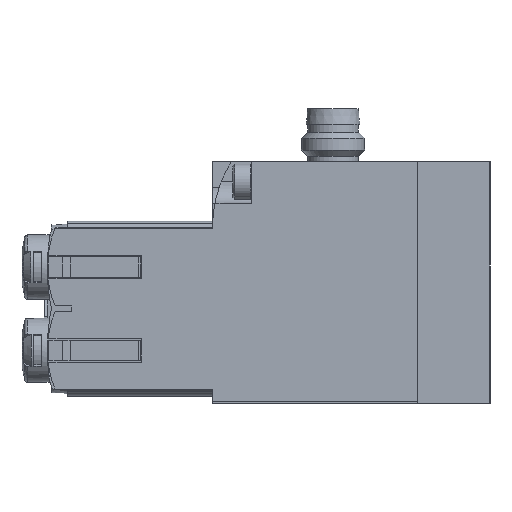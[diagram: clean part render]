
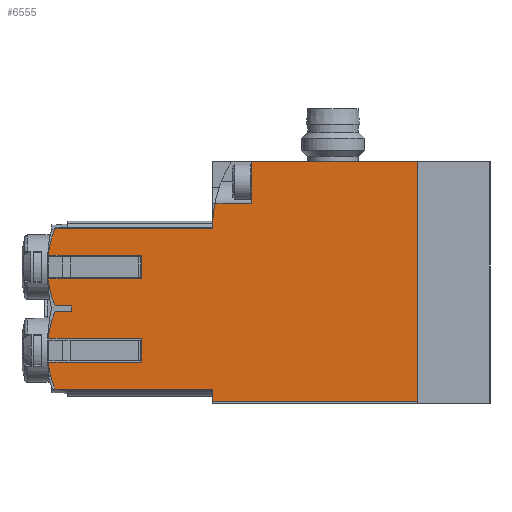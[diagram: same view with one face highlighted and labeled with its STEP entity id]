
A CAD part, left-side view. The second image highlights one B-rep face of the part: STEP entity #6555.
In plain terms, the highlighted planar face has unit normal (-1, 0, 0).
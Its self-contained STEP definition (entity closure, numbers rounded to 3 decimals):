
#157=LINE('',#10465,#657);
#169=LINE('',#10488,#669);
#170=LINE('',#10490,#670);
#171=LINE('',#10494,#671);
#172=LINE('',#10496,#672);
#173=LINE('',#10498,#673);
#174=LINE('',#10502,#674);
#175=LINE('',#10504,#675);
#176=LINE('',#10506,#676);
#177=LINE('',#10510,#677);
#178=LINE('',#10512,#678);
#179=LINE('',#10514,#679);
#180=LINE('',#10518,#680);
#181=LINE('',#10520,#681);
#182=LINE('',#10522,#682);
#183=LINE('',#10524,#683);
#184=LINE('',#10525,#684);
#657=VECTOR('',#8192,1000.);
#669=VECTOR('',#8208,1000.);
#670=VECTOR('',#8209,1000.);
#671=VECTOR('',#8212,1000.);
#672=VECTOR('',#8213,1000.);
#673=VECTOR('',#8214,1000.);
#674=VECTOR('',#8217,1000.);
#675=VECTOR('',#8218,1000.);
#676=VECTOR('',#8219,1000.);
#677=VECTOR('',#8222,1000.);
#678=VECTOR('',#8223,1000.);
#679=VECTOR('',#8224,1000.);
#680=VECTOR('',#8227,1000.);
#681=VECTOR('',#8228,1000.);
#682=VECTOR('',#8229,1000.);
#683=VECTOR('',#8230,1000.);
#684=VECTOR('',#8231,1000.);
#1124=PLANE('',#7151);
#1843=ORIENTED_EDGE('',*,*,#3416,.F.);
#1844=ORIENTED_EDGE('',*,*,#3395,.F.);
#1845=ORIENTED_EDGE('',*,*,#3417,.F.);
#1846=ORIENTED_EDGE('',*,*,#3418,.F.);
#1847=ORIENTED_EDGE('',*,*,#3419,.F.);
#1848=ORIENTED_EDGE('',*,*,#3420,.F.);
#1849=ORIENTED_EDGE('',*,*,#3421,.F.);
#1850=ORIENTED_EDGE('',*,*,#3422,.F.);
#1851=ORIENTED_EDGE('',*,*,#3423,.F.);
#1852=ORIENTED_EDGE('',*,*,#3424,.F.);
#1853=ORIENTED_EDGE('',*,*,#3425,.F.);
#1854=ORIENTED_EDGE('',*,*,#3426,.F.);
#1855=ORIENTED_EDGE('',*,*,#3427,.F.);
#1856=ORIENTED_EDGE('',*,*,#3428,.F.);
#1857=ORIENTED_EDGE('',*,*,#3429,.F.);
#1858=ORIENTED_EDGE('',*,*,#3430,.F.);
#1859=ORIENTED_EDGE('',*,*,#3431,.F.);
#1860=ORIENTED_EDGE('',*,*,#3432,.F.);
#1861=ORIENTED_EDGE('',*,*,#3433,.F.);
#1862=ORIENTED_EDGE('',*,*,#3434,.F.);
#1863=ORIENTED_EDGE('',*,*,#3404,.F.);
#1864=ORIENTED_EDGE('',*,*,#3435,.F.);
#3395=EDGE_CURVE('',#4253,#4254,#4835,.T.);
#3404=EDGE_CURVE('',#4261,#4262,#157,.T.);
#3416=EDGE_CURVE('',#4254,#4271,#169,.T.);
#3417=EDGE_CURVE('',#4272,#4253,#170,.T.);
#3418=EDGE_CURVE('',#4273,#4272,#4838,.T.);
#3419=EDGE_CURVE('',#4274,#4273,#171,.T.);
#3420=EDGE_CURVE('',#4275,#4274,#172,.T.);
#3421=EDGE_CURVE('',#4276,#4275,#173,.T.);
#3422=EDGE_CURVE('',#4277,#4276,#4839,.T.);
#3423=EDGE_CURVE('',#4278,#4277,#174,.T.);
#3424=EDGE_CURVE('',#4279,#4278,#175,.T.);
#3425=EDGE_CURVE('',#4280,#4279,#176,.T.);
#3426=EDGE_CURVE('',#4281,#4280,#4840,.T.);
#3427=EDGE_CURVE('',#4282,#4281,#177,.T.);
#3428=EDGE_CURVE('',#4283,#4282,#178,.T.);
#3429=EDGE_CURVE('',#4284,#4283,#179,.T.);
#3430=EDGE_CURVE('',#4285,#4284,#4841,.T.);
#3431=EDGE_CURVE('',#4286,#4285,#180,.T.);
#3432=EDGE_CURVE('',#4287,#4286,#181,.T.);
#3433=EDGE_CURVE('',#4288,#4287,#182,.T.);
#3434=EDGE_CURVE('',#4262,#4288,#183,.T.);
#3435=EDGE_CURVE('',#4271,#4261,#184,.T.);
#4253=VERTEX_POINT('',#10442);
#4254=VERTEX_POINT('',#10444);
#4261=VERTEX_POINT('',#10464);
#4262=VERTEX_POINT('',#10466);
#4271=VERTEX_POINT('',#10489);
#4272=VERTEX_POINT('',#10491);
#4273=VERTEX_POINT('',#10493);
#4274=VERTEX_POINT('',#10495);
#4275=VERTEX_POINT('',#10497);
#4276=VERTEX_POINT('',#10499);
#4277=VERTEX_POINT('',#10501);
#4278=VERTEX_POINT('',#10503);
#4279=VERTEX_POINT('',#10505);
#4280=VERTEX_POINT('',#10507);
#4281=VERTEX_POINT('',#10509);
#4282=VERTEX_POINT('',#10511);
#4283=VERTEX_POINT('',#10513);
#4284=VERTEX_POINT('',#10515);
#4285=VERTEX_POINT('',#10517);
#4286=VERTEX_POINT('',#10519);
#4287=VERTEX_POINT('',#10521);
#4288=VERTEX_POINT('',#10523);
#4835=CIRCLE('',#7146,16.);
#4838=CIRCLE('',#7152,12.5);
#4839=CIRCLE('',#7153,12.5);
#4840=CIRCLE('',#7154,12.5);
#4841=CIRCLE('',#7155,12.5);
#5274=EDGE_LOOP('',(#1843,#1844,#1845,#1846,#1847,#1848,#1849,#1850,#1851,
#1852,#1853,#1854,#1855,#1856,#1857,#1858,#1859,#1860,#1861,#1862,#1863,
#1864));
#5921=FACE_BOUND('',#5274,.T.);
#6555=ADVANCED_FACE('',(#5921),#1124,.F.);
#7146=AXIS2_PLACEMENT_3D('',#10443,#8179,#8180);
#7151=AXIS2_PLACEMENT_3D('',#10487,#8206,#8207);
#7152=AXIS2_PLACEMENT_3D('',#10492,#8210,#8211);
#7153=AXIS2_PLACEMENT_3D('',#10500,#8215,#8216);
#7154=AXIS2_PLACEMENT_3D('',#10508,#8220,#8221);
#7155=AXIS2_PLACEMENT_3D('',#10516,#8225,#8226);
#8179=DIRECTION('',(1.,0.,0.));
#8180=DIRECTION('',(0.,0.,-1.));
#8192=DIRECTION('',(0.,-1.,0.));
#8206=DIRECTION('',(1.,0.,0.));
#8207=DIRECTION('',(0.,0.,-1.));
#8208=DIRECTION('',(0.,-1.,0.));
#8209=DIRECTION('',(0.,-1.,0.));
#8210=DIRECTION('',(1.,0.,0.));
#8211=DIRECTION('',(0.,0.,-1.));
#8212=DIRECTION('',(0.,1.,0.));
#8213=DIRECTION('',(0.,0.,1.));
#8214=DIRECTION('',(0.,-1.,0.));
#8215=DIRECTION('',(1.,0.,0.));
#8216=DIRECTION('',(0.,0.,-1.));
#8217=DIRECTION('',(0.,1.,0.));
#8218=DIRECTION('',(0.,0.,1.));
#8219=DIRECTION('',(0.,-1.,0.));
#8220=DIRECTION('',(1.,0.,0.));
#8221=DIRECTION('',(0.,0.,-1.));
#8222=DIRECTION('',(0.,1.,0.));
#8223=DIRECTION('',(0.,0.,1.));
#8224=DIRECTION('',(0.,-1.,0.));
#8225=DIRECTION('',(1.,0.,0.));
#8226=DIRECTION('',(0.,0.,-1.));
#8227=DIRECTION('',(0.,1.,0.));
#8228=DIRECTION('',(0.,0.,1.));
#8229=DIRECTION('',(0.,1.,0.));
#8230=DIRECTION('',(0.,0.,-1.));
#8231=DIRECTION('',(0.,0.,1.));
#10442=CARTESIAN_POINT('',(0.,25.9,6.7));
#10443=CARTESIAN_POINT('',(0.,9.9,6.704));
#10444=CARTESIAN_POINT('',(0.,25.598,9.8));
#10464=CARTESIAN_POINT('',(0.,21.,15.1));
#10465=CARTESIAN_POINT('',(0.,23.52,15.1));
#10466=CARTESIAN_POINT('',(0.,0.,15.1));
#10487=CARTESIAN_POINT('',(0.,9.9,6.704));
#10488=CARTESIAN_POINT('',(0.,9.9,9.8));
#10489=CARTESIAN_POINT('',(0.,21.,9.8));
#10490=CARTESIAN_POINT('',(0.,45.75,6.7));
#10491=CARTESIAN_POINT('',(0.,45.75,6.7));
#10492=CARTESIAN_POINT('',(0.,34.25,1.8));
#10493=CARTESIAN_POINT('',(0.,46.66,3.3));
#10494=CARTESIAN_POINT('',(0.,34.9,3.3));
#10495=CARTESIAN_POINT('',(0.,34.9,3.3));
#10496=CARTESIAN_POINT('',(0.,34.9,0.3));
#10497=CARTESIAN_POINT('',(0.,34.9,0.3));
#10498=CARTESIAN_POINT('',(0.,46.66,0.3));
#10499=CARTESIAN_POINT('',(0.,46.66,0.3));
#10500=CARTESIAN_POINT('',(0.,34.25,1.8));
#10501=CARTESIAN_POINT('',(0.,45.75,-3.1));
#10502=CARTESIAN_POINT('',(0.,43.72,-3.1));
#10503=CARTESIAN_POINT('',(0.,43.72,-3.1));
#10504=CARTESIAN_POINT('',(0.,43.72,-3.8));
#10505=CARTESIAN_POINT('',(0.,43.72,-3.8));
#10506=CARTESIAN_POINT('',(0.,45.75,-3.8));
#10507=CARTESIAN_POINT('',(0.,45.75,-3.8));
#10508=CARTESIAN_POINT('',(0.,34.25,-8.7));
#10509=CARTESIAN_POINT('',(0.,46.66,-7.2));
#10510=CARTESIAN_POINT('',(0.,34.9,-7.2));
#10511=CARTESIAN_POINT('',(0.,34.9,-7.2));
#10512=CARTESIAN_POINT('',(0.,34.9,-10.2));
#10513=CARTESIAN_POINT('',(0.,34.9,-10.2));
#10514=CARTESIAN_POINT('',(0.,46.66,-10.2));
#10515=CARTESIAN_POINT('',(0.,46.66,-10.2));
#10516=CARTESIAN_POINT('',(0.,34.25,-8.7));
#10517=CARTESIAN_POINT('',(0.,45.75,-13.6));
#10518=CARTESIAN_POINT('',(0.,25.9,-13.6));
#10519=CARTESIAN_POINT('',(0.,25.9,-13.6));
#10520=CARTESIAN_POINT('',(0.,25.9,-15.1));
#10521=CARTESIAN_POINT('',(0.,25.9,-15.1));
#10522=CARTESIAN_POINT('',(0.,0.,-15.1));
#10523=CARTESIAN_POINT('',(0.,0.,-15.1));
#10524=CARTESIAN_POINT('',(0.,0.,15.1));
#10525=CARTESIAN_POINT('',(0.,21.,6.704));
